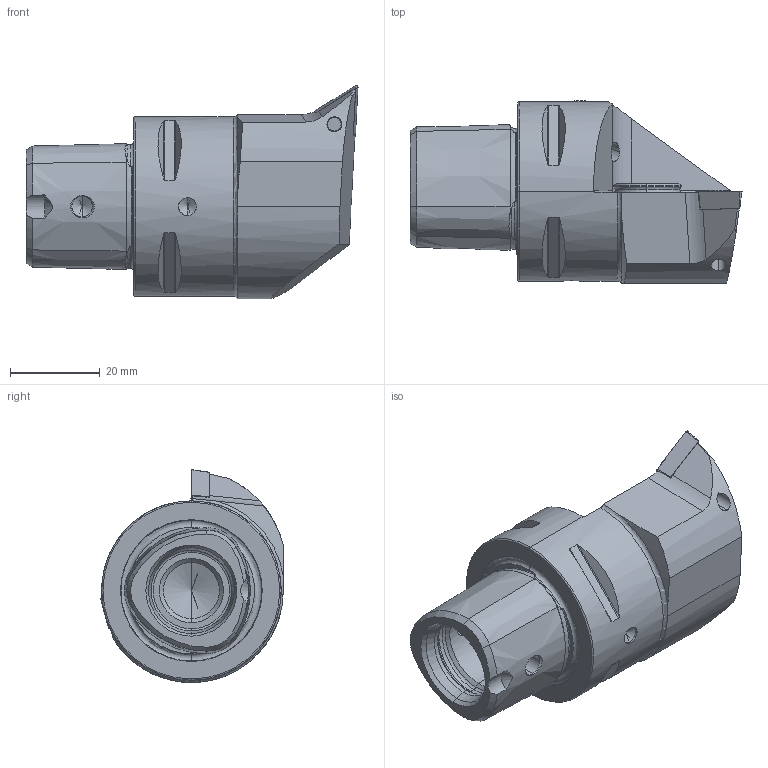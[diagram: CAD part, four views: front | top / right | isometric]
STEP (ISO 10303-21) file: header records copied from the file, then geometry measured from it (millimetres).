
FILE_DESCRIPTION (( 'STEP AP214' ), '1' );
FILE_NAME ('PS4.KDB.LUA.050-HP.STEP', '2020-09-11T11:36:26', ( '' ), ( '' ), 'SwSTEP 2.0', 'SolidWorks 2017', '' );
FILE_SCHEMA (( 'AUTOMOTIVE_DESIGN' ));
Length unit declared in the file: millimetre
Products named in the file (10): WCB-ER2.001.009_A; CHP-ER1.015.006_A; DIN 7991 - M5x15; DCMT11T304; CHP-ER1.015.006; CHP-ER1.008.011_A; DIN 3771 - 13x1; ISO 8752 2x8; PS4-KDB.LUA.050-HP_A; PS4.KDB.LUA.050-HP
Assembly tree (9 placements, depth 3):
  PS4.KDB.LUA.050-HP
    PS4-KDB.LUA.050-HP_A
    WCB-ER2.001.009_A
    CHP-ER1.008.011_A
    ISO 8752 2x8
    CHP-ER1.015.006
      CHP-ER1.015.006_A
      DIN 3771 - 13x1
      DIN 7991 - M5x15
    DCMT11T304
Bounding box: 74 x 40.72 x 47.51 mm (x, y, z)
Volume: 53186.3 mm3; surface area: 15704.7 mm2
Topology: 8 solids, 8 shells, 390 faces, 941 edges, 558 vertices
Faces by surface type: cone 121, cylinder 103, plane 91, torus 57, bspline 16, sphere 2
Entity records: 13176 total; most frequent: CARTESIAN_POINT 3967, ORIENTED_EDGE 1838, DIRECTION 1818, EDGE_CURVE 919, AXIS2_PLACEMENT_3D 745, VERTEX_POINT 558, EDGE_LOOP 419, FACE_OUTER_BOUND 390
